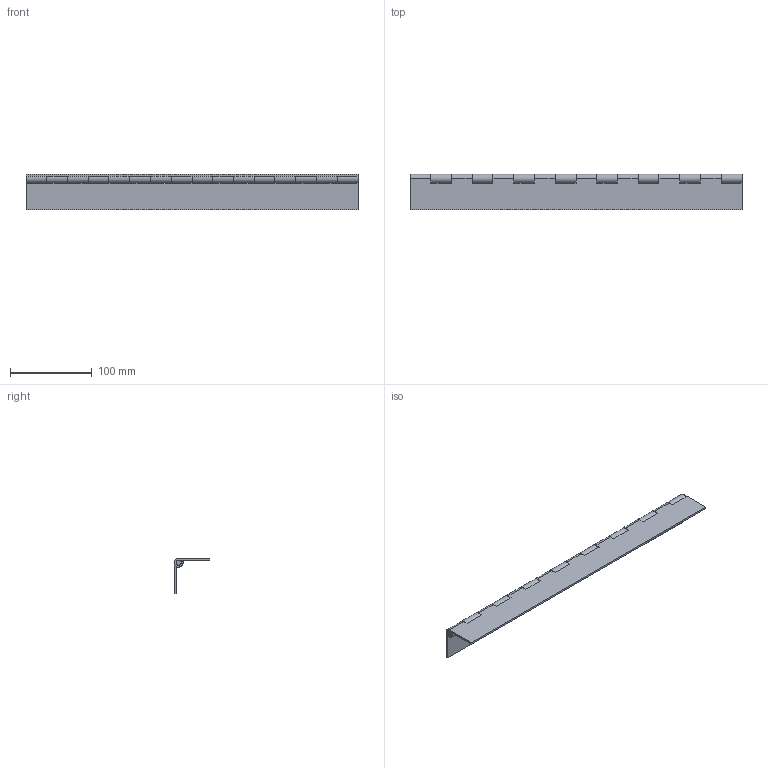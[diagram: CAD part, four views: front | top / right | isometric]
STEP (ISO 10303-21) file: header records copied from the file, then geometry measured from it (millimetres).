
FILE_DESCRIPTION(/* description */ (''),/* implementation_level */ '2;1');
FILE_NAME(/* name */ 'FE-00004-02_ASM_1_ASM.stp',/* time_stamp */ '2017-01-08T11:25:39-05:00',/* author */ ('jeff1'),/* organization */ (''),/* preprocessor_version */ 'ST-DEVELOPER v16.5',/* originating_system */ 'Autodesk Inventor 2017',/* authorisation */ '');
FILE_SCHEMA (('AUTOMOTIVE_DESIGN { 1 0 10303 214 3 1 1 }'));
Length unit declared in the file: inch
Products named in the file (3): FE-00004-02_ASM_1_ASM; FE-00004-02-A_1; FE-00004-02-B_1
Assembly tree (3 placements, depth 2):
  FE-00004-02_ASM_1_ASM
    FE-00004-02-A_1  x2
    FE-00004-02-B_1
Bounding box: 406.4 x 43.56 x 43.56 mm (x, y, z)
Volume: 99943.6 mm3; surface area: 90445.7 mm2
Topology: 3 solids, 3 shells, 107 faces, 303 edges, 202 vertices
Faces by surface type: plane 74, cylinder 33
Full cylindrical faces by diameter (mm): 6.35 x1
Entity records: 1849 total; most frequent: CARTESIAN_POINT 315, DIRECTION 308, ORIENTED_EDGE 304, EDGE_CURVE 152, LINE 118, VECTOR 118, VERTEX_POINT 102, AXIS2_PLACEMENT_3D 95
